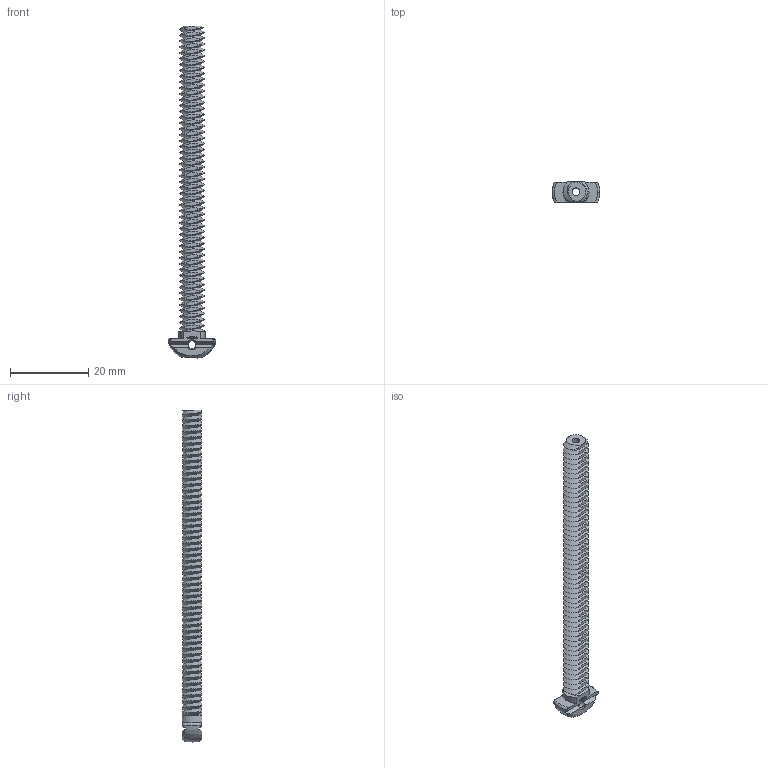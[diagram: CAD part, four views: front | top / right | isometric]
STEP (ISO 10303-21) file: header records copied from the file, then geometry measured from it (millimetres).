
FILE_DESCRIPTION(('FreeCAD Model'),'2;1');
FILE_NAME('Open CASCADE Shape Model','2023-10-26T20:20:32',(''),(''), 'Open CASCADE STEP processor 7.6','FreeCAD','Unknown');
FILE_SCHEMA(('AUTOMOTIVE_DESIGN { 1 0 10303 214 1 1 1 1 }'));
Products named in the file (1): Screw FL-RH RHD BU06.00 - SPN-SCR-0104 (stemfie.org)
Bounding box: 12.2 x 5 x 84.98 mm (x, y, z)
Volume: 1667.5 mm3; surface area: 3115.2 mm2
Topology: 1 solids, 1 shells, 733 faces, 2051 edges, 1348 vertices
Faces by surface type: plane 434, extrusion 168, bspline 110, cone 11, cylinder 6, torus 3, revolution 1
Full cylindrical faces by diameter (mm): 2 x2, 2.001 x1
Entity records: 86685 total; most frequent: CARTESIAN_POINT 49787, DIRECTION 5152, ORIENTED_EDGE 4102, PCURVE 4102, DEFINITIONAL_REPRESENTATION 4102, VECTOR 4101, LINE 3933, B_SPLINE_CURVE_WITH_KNOTS 2298
